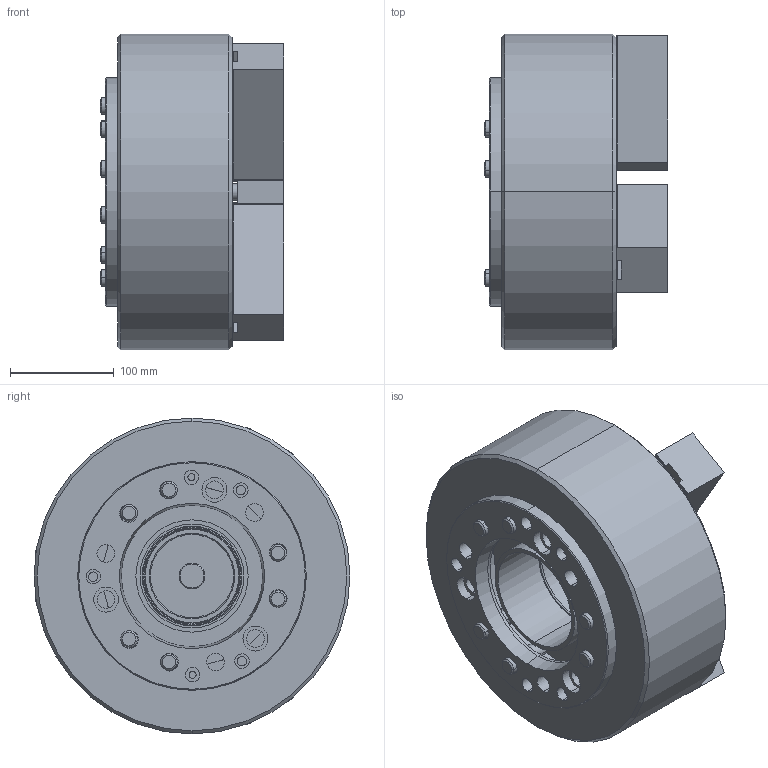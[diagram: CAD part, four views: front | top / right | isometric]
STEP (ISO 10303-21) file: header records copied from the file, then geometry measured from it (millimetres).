
FILE_DESCRIPTION (( 'STEP AP203' ), '1' );
FILE_NAME ('CF-3H-12A8.STEP', '2019-12-27T08:35:15', ( 'temp' ), ( '' ), 'SwSTEP 2.0', 'SolidWorks 2016', '' );
FILE_SCHEMA (( 'CONFIG_CONTROL_DESIGN' ));
Length unit declared in the file: metre
Products named in the file (10): 圓頭內六角螺栓_M16x40; 圓頭內六角螺栓_M16x110; 3H-10-11000-A8法蘭; CF-3H-12-0100G; CF-3H-12A8; CF-3H-12-02000; CF-3H-12-08000; CF-3H-12-07000; 半圓頭六角孔螺栓_M6x10; SJ-12H
Assembly tree (23 placements, depth 2):
  CF-3H-12A8
    CF-3H-12-0100G
    CF-3H-12-02000
    CF-3H-12-08000
    CF-3H-12-07000
    半圓頭六角孔螺栓_M6x10  x3
    SJ-12H  x3
    圓頭內六角螺栓_M16x40  x6
    圓頭內六角螺栓_M16x110  x6
    3H-10-11000-A8法蘭
Bounding box: 177 x 304 x 304 mm (x, y, z)
Volume: 8073109.7 mm3; surface area: 728024.6 mm2
Topology: 23 solids, 23 shells, 2258 faces, 6305 edges, 4141 vertices
Faces by surface type: plane 1531, cylinder 609, cone 110, torus 8
Entity records: 27685 total; most frequent: CARTESIAN_POINT 5440, ORIENTED_EDGE 4566, DIRECTION 4085, EDGE_CURVE 2283, VECTOR 1645, LINE 1645, VERTEX_POINT 1503, AXIS2_PLACEMENT_3D 1220
